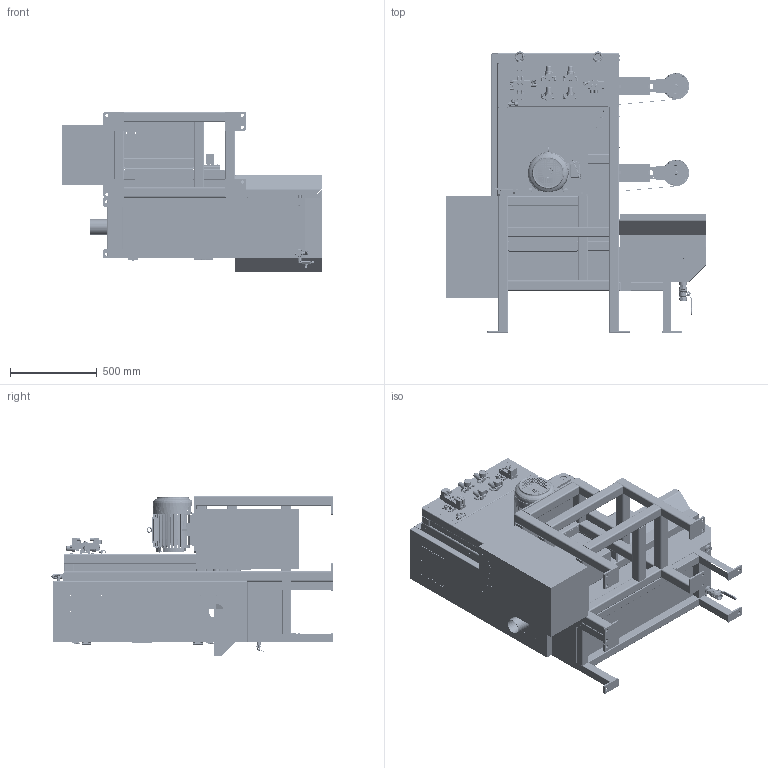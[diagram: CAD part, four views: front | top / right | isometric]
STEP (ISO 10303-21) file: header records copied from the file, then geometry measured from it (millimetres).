
FILE_DESCRIPTION (( 'STEP AP203' ), '1' );
FILE_NAME ('雙研磨輪型砂帶機(EBS3k-FDL).STEP', '2025-02-25T01:23:19', ( '' ), ( '' ), 'SwSTEP 2.0', 'SolidWorks 2022', '' );
FILE_SCHEMA (( 'CONFIG_CONTROL_DESIGN' ));
Products named in the file (1): 雙研磨輪型砂帶機(EBS3k-FDL)
Bounding box: 1500 x 1620 x 925 mm (x, y, z)
Surface area: 17581780.1 mm2 (no closed solid volume)
Topology: 0 solids, 518 shells, 3833 faces, 20061 edges, 16394 vertices
Faces by surface type: cylinder 1754, plane 1523, cone 285, bspline 148, torus 109, sphere 14
Entity records: 225532 total; most frequent: CARTESIAN_POINT 67328, DIRECTION 33825, ORIENTED_EDGE 26447, EDGE_CURVE 20035, VERTEX_POINT 16385, AXIS2_PLACEMENT_3D 12612, CIRCLE 8926, LINE 8601
